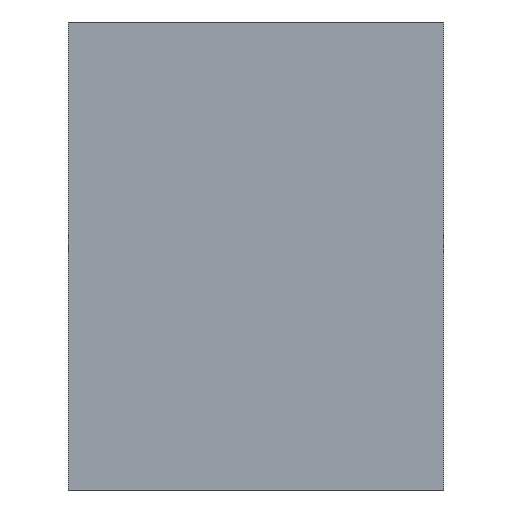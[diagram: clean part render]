
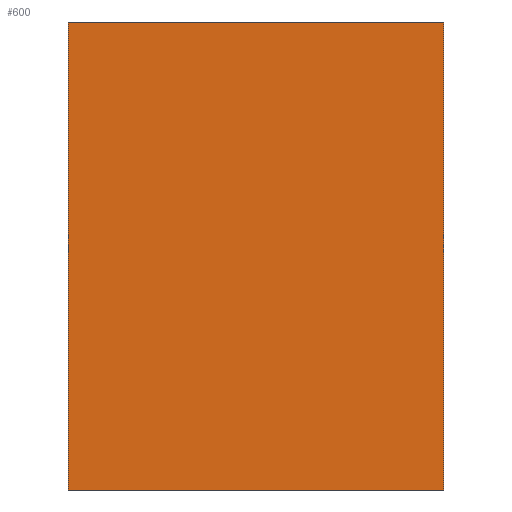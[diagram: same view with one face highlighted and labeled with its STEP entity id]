
A CAD part, left-side view. The second image highlights one B-rep face of the part: STEP entity #600.
In plain terms, the highlighted planar face has unit normal (-1, 0, 0).
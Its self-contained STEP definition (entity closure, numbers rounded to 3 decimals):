
#222=DIRECTION('',(0.,0.,1.));
#223=VECTOR('',#222,249.);
#224=CARTESIAN_POINT('',(-74.5,0.,-124.5));
#225=LINE('',#224,#223);
#326=DIRECTION('',(0.,0.,1.));
#327=VECTOR('',#326,249.);
#328=CARTESIAN_POINT('',(-74.5,200.,-124.5));
#329=LINE('',#328,#327);
#346=DIRECTION('',(0.,1.,0.));
#347=VECTOR('',#346,200.);
#348=CARTESIAN_POINT('',(-74.5,0.,-124.5));
#349=LINE('',#348,#347);
#350=DIRECTION('',(0.,1.,0.));
#351=VECTOR('',#350,200.);
#352=CARTESIAN_POINT('',(-74.5,0.,124.5));
#353=LINE('',#352,#351);
#358=CARTESIAN_POINT('',(-74.5,0.,-124.5));
#359=CARTESIAN_POINT('',(-74.5,0.,124.5));
#360=VERTEX_POINT('',#358);
#361=VERTEX_POINT('',#359);
#374=CARTESIAN_POINT('',(-74.5,200.,-124.5));
#375=CARTESIAN_POINT('',(-74.5,200.,124.5));
#376=VERTEX_POINT('',#374);
#377=VERTEX_POINT('',#375);
#588=CARTESIAN_POINT('',(-74.5,0.,-124.5));
#589=DIRECTION('',(-1.,0.,0.));
#590=DIRECTION('',(0.,0.,1.));
#591=AXIS2_PLACEMENT_3D('',#588,#589,#590);
#592=PLANE('',#591);
#593=ORIENTED_EDGE('',*,*,#415,.F.);
#594=ORIENTED_EDGE('',*,*,#569,.T.);
#595=ORIENTED_EDGE('',*,*,#542,.T.);
#597=ORIENTED_EDGE('',*,*,#596,.F.);
#598=EDGE_LOOP('',(#593,#594,#595,#597));
#599=FACE_OUTER_BOUND('',#598,.F.);
#415=EDGE_CURVE('',#360,#361,#225,.T.);
#542=EDGE_CURVE('',#376,#377,#329,.T.);
#569=EDGE_CURVE('',#360,#376,#349,.T.);
#596=EDGE_CURVE('',#361,#377,#353,.T.);
#600=ADVANCED_FACE('',(#599),#592,.T.);
